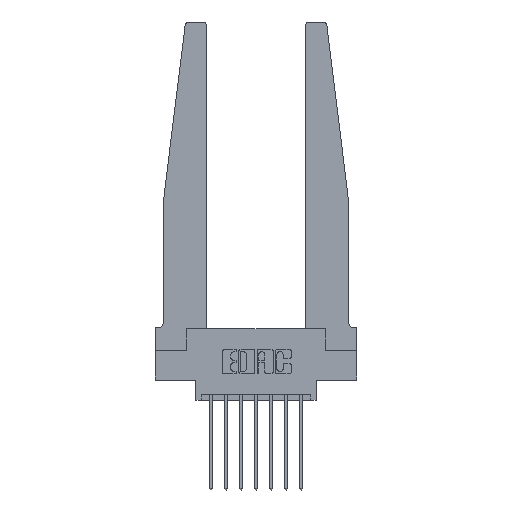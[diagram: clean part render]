
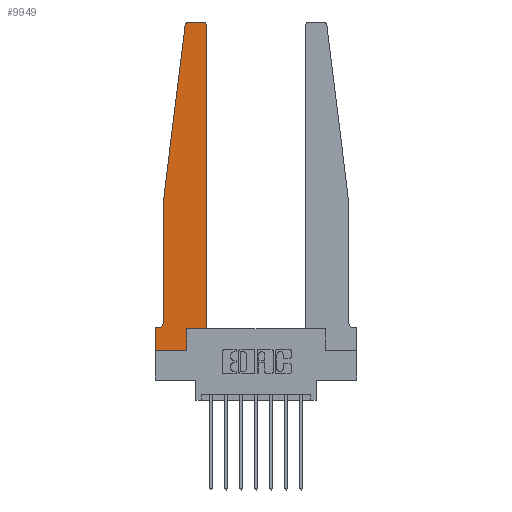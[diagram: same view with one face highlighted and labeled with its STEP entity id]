
A CAD part, top view. The second image highlights one B-rep face of the part: STEP entity #9949.
In plain terms, the highlighted planar face has unit normal (0, 0, 1).
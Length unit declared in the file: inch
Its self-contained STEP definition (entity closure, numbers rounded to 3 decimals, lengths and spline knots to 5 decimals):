
#9 = PLANE ( 'NONE',  #2481 ) ;
#11 = EDGE_CURVE ( 'NONE', #1189, #7351, #6629, .T. ) ;
#109 = ORIENTED_EDGE ( 'NONE', *, *, #4600, .T. ) ;
#276 = LINE ( 'NONE', #10232, #10512 ) ;
#785 = CARTESIAN_POINT ( 'NONE',  ( 0.27653, 2.72, 0.37 ) ) ;
#853 = CARTESIAN_POINT ( 'NONE',  ( 0.425, 0.18, 0.37 ) ) ;
#1189 = VERTEX_POINT ( 'NONE', #13691 ) ;
#1599 = VECTOR ( 'NONE', #7149, 39.37008 ) ;
#1800 = VERTEX_POINT ( 'NONE', #13042 ) ;
#1811 = LINE ( 'NONE', #6334, #3928 ) ;
#1850 = CARTESIAN_POINT ( 'NONE',  ( 0.425, 2.72, 0.37 ) ) ;
#1870 = CARTESIAN_POINT ( 'NONE',  ( 0.27653, 2.75, 0.37 ) ) ;
#1884 = DIRECTION ( 'NONE',  ( 1., 0., 0. ) ) ;
#2006 = CIRCLE ( 'NONE', #13384, 0.03 ) ;
#2052 = DIRECTION ( 'NONE',  ( 1., 0., 0. ) ) ;
#2481 = AXIS2_PLACEMENT_3D ( 'NONE', #4394, #14453, #11075 ) ;
#2709 = LINE ( 'NONE', #8358, #13978 ) ;
#3080 = DIRECTION ( 'NONE',  ( 1., 0., 0. ) ) ;
#3100 = AXIS2_PLACEMENT_3D ( 'NONE', #12057, #14270, #1884 ) ;
#3226 = DIRECTION ( 'NONE',  ( 0., 0., -1. ) ) ;
#3375 = DIRECTION ( 'NONE',  ( 1., 0., 0. ) ) ;
#3440 = CARTESIAN_POINT ( 'NONE',  ( 0.24675, 2.72367, 0.37 ) ) ;
#3513 = CARTESIAN_POINT ( 'NONE',  ( 0.065, 0.1875, 0.37 ) ) ;
#3741 = ORIENTED_EDGE ( 'NONE', *, *, #13135, .T. ) ;
#3928 = VECTOR ( 'NONE', #5234, 39.37008 ) ;
#4196 = DIRECTION ( 'NONE',  ( 0., 0., 1. ) ) ;
#4361 = LINE ( 'NONE', #6502, #7727 ) ;
#4394 = CARTESIAN_POINT ( 'NONE',  ( 0., 0.1875, 0.37 ) ) ;
#4541 = VECTOR ( 'NONE', #4569, 39.37008 ) ;
#4569 = DIRECTION ( 'NONE',  ( -1., 0., 0. ) ) ;
#4600 = EDGE_CURVE ( 'NONE', #11520, #10705, #10938, .T. ) ;
#4682 = EDGE_CURVE ( 'NONE', #1800, #6173, #6697, .T. ) ;
#4849 = VERTEX_POINT ( 'NONE', #1870 ) ;
#5073 = LINE ( 'NONE', #7002, #1599 ) ;
#5234 = DIRECTION ( 'NONE',  ( 0., -1., 0. ) ) ;
#5922 = EDGE_LOOP ( 'NONE', ( #12526, #3741, #9872, #14324, #11639, #11480, #11196, #12859, #7450, #8261, #10332, #109 ) ) ;
#6173 = VERTEX_POINT ( 'NONE', #14581 ) ;
#6334 = CARTESIAN_POINT ( 'NONE',  ( 0., 0., 0.37 ) ) ;
#6502 = CARTESIAN_POINT ( 'NONE',  ( 0., 0., 0.37 ) ) ;
#6529 = FACE_OUTER_BOUND ( 'NONE', #5922, .T. ) ;
#6552 = EDGE_CURVE ( 'NONE', #9260, #8905, #4361, .T. ) ;
#6629 = LINE ( 'NONE', #8942, #12570 ) ;
#6697 = LINE ( 'NONE', #3513, #4541 ) ;
#6856 = EDGE_CURVE ( 'NONE', #7351, #11520, #11037, .T. ) ;
#6932 = DIRECTION ( 'NONE',  ( -1., 0., 0. ) ) ;
#7002 = CARTESIAN_POINT ( 'NONE',  ( 0.065, 1.25, 0.37 ) ) ;
#7149 = DIRECTION ( 'NONE',  ( -0.122, -0.992, 0. ) ) ;
#7219 = CIRCLE ( 'NONE', #9114, 0.05 ) ;
#7242 = VECTOR ( 'NONE', #6932, 39.37008 ) ;
#7351 = VERTEX_POINT ( 'NONE', #13516 ) ;
#7450 = ORIENTED_EDGE ( 'NONE', *, *, #14518, .T. ) ;
#7546 = CARTESIAN_POINT ( 'NONE',  ( 0.2605, 0., 0.37 ) ) ;
#7727 = VECTOR ( 'NONE', #2052, 39.37008 ) ;
#7762 = DIRECTION ( 'NONE',  ( -1., 0., 0. ) ) ;
#8120 = EDGE_CURVE ( 'NONE', #12873, #1800, #7219, .T. ) ;
#8220 = VERTEX_POINT ( 'NONE', #9165 ) ;
#8261 = ORIENTED_EDGE ( 'NONE', *, *, #11, .T. ) ;
#8358 = CARTESIAN_POINT ( 'NONE',  ( 0.2605, 0.18, 0.37 ) ) ;
#8905 = VERTEX_POINT ( 'NONE', #7546 ) ;
#8942 = CARTESIAN_POINT ( 'NONE',  ( 0.425, 0.18, 0.37 ) ) ;
#9114 = AXIS2_PLACEMENT_3D ( 'NONE', #12210, #3226, #7762 ) ;
#9165 = CARTESIAN_POINT ( 'NONE',  ( 0.065, 1.25, 0.37 ) ) ;
#9260 = VERTEX_POINT ( 'NONE', #9762 ) ;
#9473 = VERTEX_POINT ( 'NONE', #3440 ) ;
#9589 = VECTOR ( 'NONE', #9915, 39.37008 ) ;
#9762 = CARTESIAN_POINT ( 'NONE',  ( 0., 0., 0.37 ) ) ;
#9872 = ORIENTED_EDGE ( 'NONE', *, *, #10854, .T. ) ;
#9915 = DIRECTION ( 'NONE',  ( 0., 1., 0. ) ) ;
#9949 = ADVANCED_FACE ( 'NONE', ( #6529 ), #9, .T. ) ;
#10232 = CARTESIAN_POINT ( 'NONE',  ( 0.065, 1.25, 0.37 ) ) ;
#10332 = ORIENTED_EDGE ( 'NONE', *, *, #6856, .T. ) ;
#10512 = VECTOR ( 'NONE', #12677, 39.37008 ) ;
#10628 = EDGE_CURVE ( 'NONE', #6173, #9260, #1811, .T. ) ;
#10705 = VERTEX_POINT ( 'NONE', #12646 ) ;
#10854 = EDGE_CURVE ( 'NONE', #9473, #8220, #5073, .T. ) ;
#10938 = CIRCLE ( 'NONE', #3100, 0.03 ) ;
#11037 = LINE ( 'NONE', #853, #9589 ) ;
#11075 = DIRECTION ( 'NONE',  ( 1., 0., 0. ) ) ;
#11196 = ORIENTED_EDGE ( 'NONE', *, *, #10628, .T. ) ;
#11480 = ORIENTED_EDGE ( 'NONE', *, *, #4682, .T. ) ;
#11520 = VERTEX_POINT ( 'NONE', #1850 ) ;
#11639 = ORIENTED_EDGE ( 'NONE', *, *, #8120, .T. ) ;
#12057 = CARTESIAN_POINT ( 'NONE',  ( 0.395, 2.72, 0.37 ) ) ;
#12092 = CARTESIAN_POINT ( 'NONE',  ( 0.065, 0.2375, 0.37 ) ) ;
#12210 = CARTESIAN_POINT ( 'NONE',  ( 0.015, 0.2375, 0.37 ) ) ;
#12526 = ORIENTED_EDGE ( 'NONE', *, *, #13209, .T. ) ;
#12570 = VECTOR ( 'NONE', #3375, 39.37008 ) ;
#12646 = CARTESIAN_POINT ( 'NONE',  ( 0.395, 2.75, 0.37 ) ) ;
#12652 = CARTESIAN_POINT ( 'NONE',  ( 0.25, 2.75, 0.37 ) ) ;
#12677 = DIRECTION ( 'NONE',  ( 0., -1., 0. ) ) ;
#12807 = DIRECTION ( 'NONE',  ( 0., 1., 0. ) ) ;
#12859 = ORIENTED_EDGE ( 'NONE', *, *, #6552, .T. ) ;
#12873 = VERTEX_POINT ( 'NONE', #12092 ) ;
#13042 = CARTESIAN_POINT ( 'NONE',  ( 0.015, 0.1875, 0.37 ) ) ;
#13135 = EDGE_CURVE ( 'NONE', #4849, #9473, #2006, .T. ) ;
#13209 = EDGE_CURVE ( 'NONE', #10705, #4849, #13462, .T. ) ;
#13384 = AXIS2_PLACEMENT_3D ( 'NONE', #785, #4196, #3080 ) ;
#13462 = LINE ( 'NONE', #12652, #7242 ) ;
#13516 = CARTESIAN_POINT ( 'NONE',  ( 0.425, 0.18, 0.37 ) ) ;
#13691 = CARTESIAN_POINT ( 'NONE',  ( 0.2605, 0.18, 0.37 ) ) ;
#13978 = VECTOR ( 'NONE', #12807, 39.37008 ) ;
#14124 = EDGE_CURVE ( 'NONE', #8220, #12873, #276, .T. ) ;
#14270 = DIRECTION ( 'NONE',  ( 0., 0., 1. ) ) ;
#14324 = ORIENTED_EDGE ( 'NONE', *, *, #14124, .T. ) ;
#14453 = DIRECTION ( 'NONE',  ( 0., 0., 1. ) ) ;
#14518 = EDGE_CURVE ( 'NONE', #8905, #1189, #2709, .T. ) ;
#14581 = CARTESIAN_POINT ( 'NONE',  ( 0., 0.1875, 0.37 ) ) ;
